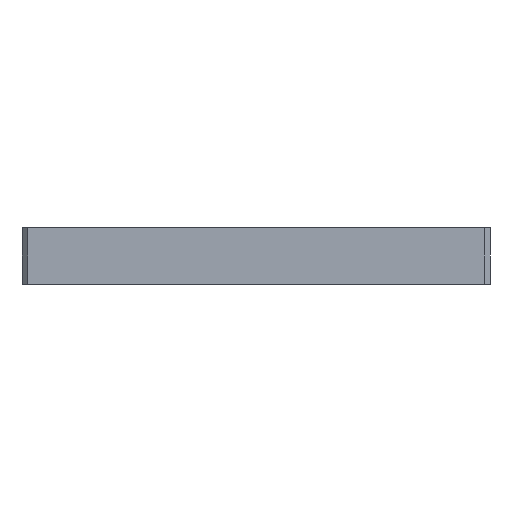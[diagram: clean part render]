
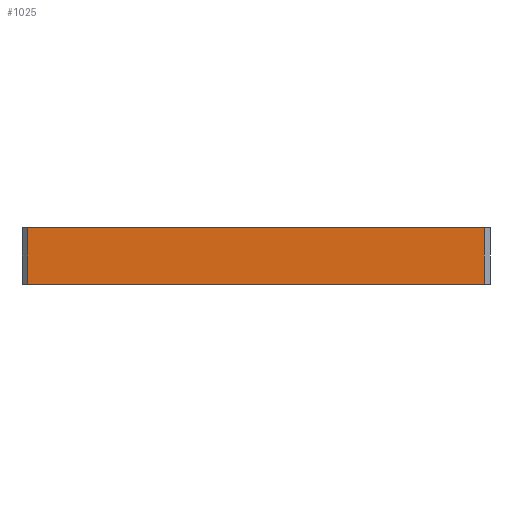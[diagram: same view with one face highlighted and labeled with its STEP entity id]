
A CAD part, left-side view. The second image highlights one B-rep face of the part: STEP entity #1025.
In plain terms, the highlighted planar face has unit normal (-1, 0, 0).
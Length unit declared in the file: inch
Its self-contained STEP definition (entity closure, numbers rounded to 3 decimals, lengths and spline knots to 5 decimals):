
#74 = EDGE_CURVE ( 'NONE', #5280, #2829, #5230, .T. ) ;
#398 = VERTEX_POINT ( 'NONE', #5182 ) ;
#526 = EDGE_CURVE ( 'NONE', #1530, #398, #3035, .T. ) ;
#840 = CARTESIAN_POINT ( 'NONE',  ( -0.00001, 0., 0.297 ) ) ;
#907 = LINE ( 'NONE', #4624, #2277 ) ;
#1025 = ADVANCED_FACE ( 'NONE', ( #6985 ), #7222, .T. ) ;
#1530 = VERTEX_POINT ( 'NONE', #3188 ) ;
#1899 = VECTOR ( 'NONE', #5882, 39.37008 ) ;
#2101 = DIRECTION ( 'NONE',  ( 0., 1., 0. ) ) ;
#2277 = VECTOR ( 'NONE', #7515, 39.37008 ) ;
#2570 = DIRECTION ( 'NONE',  ( -1., 0., 0. ) ) ;
#2829 = VERTEX_POINT ( 'NONE', #5339 ) ;
#2960 = VECTOR ( 'NONE', #2101, 39.37008 ) ;
#3035 = LINE ( 'NONE', #4715, #1899 ) ;
#3177 = DIRECTION ( 'NONE',  ( 0., 0., 1. ) ) ;
#3188 = CARTESIAN_POINT ( 'NONE',  ( -0.00001, 2.435, 0.297 ) ) ;
#3355 = ORIENTED_EDGE ( 'NONE', *, *, #4250, .F. ) ;
#3634 = ORIENTED_EDGE ( 'NONE', *, *, #3906, .T. ) ;
#3833 = VECTOR ( 'NONE', #3177, 39.37008 ) ;
#3906 = EDGE_CURVE ( 'NONE', #2829, #1530, #907, .T. ) ;
#4250 = EDGE_CURVE ( 'NONE', #5280, #398, #6095, .T. ) ;
#4282 = ORIENTED_EDGE ( 'NONE', *, *, #74, .T. ) ;
#4624 = CARTESIAN_POINT ( 'NONE',  ( -0.00001, 0., 0.297 ) ) ;
#4715 = CARTESIAN_POINT ( 'NONE',  ( -0.00001, 2.435, 0.297 ) ) ;
#4851 = ORIENTED_EDGE ( 'NONE', *, *, #526, .T. ) ;
#5115 = EDGE_LOOP ( 'NONE', ( #3634, #4851, #3355, #4282 ) ) ;
#5182 = CARTESIAN_POINT ( 'NONE',  ( -0.00001, 2.435, 0. ) ) ;
#5230 = LINE ( 'NONE', #5584, #3833 ) ;
#5280 = VERTEX_POINT ( 'NONE', #5734 ) ;
#5339 = CARTESIAN_POINT ( 'NONE',  ( -0.00001, 0.03, 0.297 ) ) ;
#5584 = CARTESIAN_POINT ( 'NONE',  ( -0.00001, 0.03, 0.297 ) ) ;
#5734 = CARTESIAN_POINT ( 'NONE',  ( -0.00001, 0.03, 0. ) ) ;
#5882 = DIRECTION ( 'NONE',  ( 0., 0., -1. ) ) ;
#6095 = LINE ( 'NONE', #7305, #2960 ) ;
#6590 = AXIS2_PLACEMENT_3D ( 'NONE', #840, #2570, #6669 ) ;
#6669 = DIRECTION ( 'NONE',  ( 0., 0., 1. ) ) ;
#6985 = FACE_OUTER_BOUND ( 'NONE', #5115, .T. ) ;
#7222 = PLANE ( 'NONE',  #6590 ) ;
#7305 = CARTESIAN_POINT ( 'NONE',  ( -0.00001, 0., 0. ) ) ;
#7515 = DIRECTION ( 'NONE',  ( 0., 1., 0. ) ) ;
